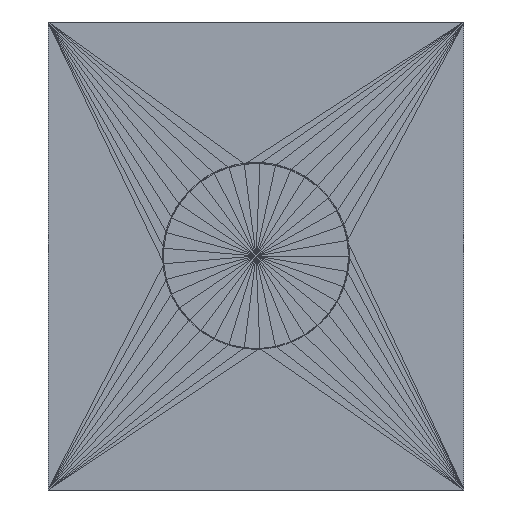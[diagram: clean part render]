
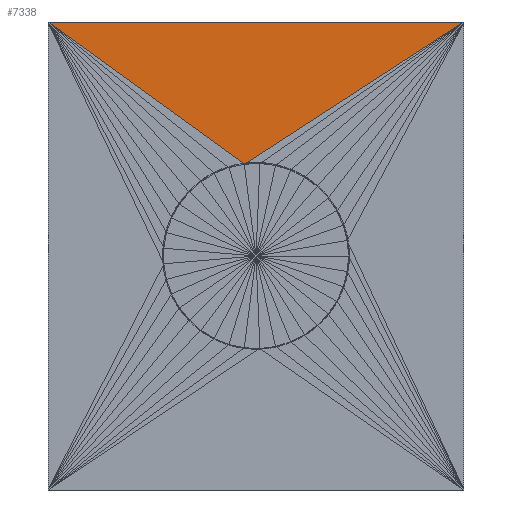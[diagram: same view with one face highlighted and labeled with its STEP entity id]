
A CAD part, left-side view. The second image highlights one B-rep face of the part: STEP entity #7338.
In plain terms, the highlighted planar face has unit normal (-1, 0, 0).
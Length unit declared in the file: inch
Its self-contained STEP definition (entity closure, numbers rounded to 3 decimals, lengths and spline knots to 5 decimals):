
#269 = CYLINDRICAL_SURFACE('',#270,0.04488);
#270 = AXIS2_PLACEMENT_3D('',#271,#272,#273);
#271 = CARTESIAN_POINT('',(0.70866,0.09685,
    0.15197));
#272 = DIRECTION('',(1.,0.,-0.));
#273 = DIRECTION('',(0.,-1.,0.));
#2766 = VERTEX_POINT('',#2767);
#2767 = CARTESIAN_POINT('',(0.47244,0.10159,0.1966
    ));
#2782 = PLANE('',#2783);
#2783 = AXIS2_PLACEMENT_3D('',#2784,#2785,#2786);
#2784 = CARTESIAN_POINT('',(0.47244,0.04936,
    0.22925));
#2785 = DIRECTION('',(-1.,0.,0.));
#2786 = DIRECTION('',(0.,0.,-1.));
#2794 = EDGE_CURVE('',#2766,#2795,#2797,.T.);
#2795 = VERTEX_POINT('',#2796);
#2796 = CARTESIAN_POINT('',(0.47244,0.10307,0.19642
    ));
#2797 = SURFACE_CURVE('',#2798,(#2803,#2810),.PCURVE_S1.);
#2798 = CIRCLE('',#2799,0.04488);
#2799 = AXIS2_PLACEMENT_3D('',#2800,#2801,#2802);
#2800 = CARTESIAN_POINT('',(0.47244,0.09685,
    0.15197));
#2801 = DIRECTION('',(-1.,0.,0.));
#2802 = DIRECTION('',(0.,-1.,0.));
#2803 = PCURVE('',#269,#2804);
#2804 = DEFINITIONAL_REPRESENTATION('',(#2805),#2809);
#2805 = LINE('',#2806,#2807);
#2806 = CARTESIAN_POINT('',(-0.,-0.236));
#2807 = VECTOR('',#2808,1.);
#2808 = DIRECTION('',(-1.,0.));
#2809 = ( GEOMETRIC_REPRESENTATION_CONTEXT(2) 
PARAMETRIC_REPRESENTATION_CONTEXT() REPRESENTATION_CONTEXT('2D SPACE',''
  ) );
#2810 = PCURVE('',#2811,#2816);
#2811 = PLANE('',#2812);
#2812 = AXIS2_PLACEMENT_3D('',#2813,#2814,#2815);
#2813 = CARTESIAN_POINT('',(0.47244,0.09734,
    0.24564));
#2814 = DIRECTION('',(-1.,0.,0.));
#2815 = DIRECTION('',(0.,0.,-1.));
#2816 = DEFINITIONAL_REPRESENTATION('',(#2817),#2821);
#2817 = CIRCLE('',#2818,0.04488);
#2818 = AXIS2_PLACEMENT_2D('',#2819,#2820);
#2819 = CARTESIAN_POINT('',(0.094,0.));
#2820 = DIRECTION('',(0.,1.));
#2821 = ( GEOMETRIC_REPRESENTATION_CONTEXT(2) 
PARAMETRIC_REPRESENTATION_CONTEXT() REPRESENTATION_CONTEXT('2D SPACE',''
  ) );
#2840 = PLANE('',#2841);
#2841 = AXIS2_PLACEMENT_3D('',#2842,#2843,#2844);
#2842 = CARTESIAN_POINT('',(0.47244,0.15003,0.22869
    ));
#2843 = DIRECTION('',(-1.,0.,0.));
#2844 = DIRECTION('',(0.,0.,-1.));
#7055 = VERTEX_POINT('',#7056);
#7056 = CARTESIAN_POINT('',(0.47244,0.19685,0.26437
    ));
#7317 = EDGE_CURVE('',#7055,#2795,#7318,.T.);
#7318 = SURFACE_CURVE('',#7319,(#7323,#7330),.PCURVE_S1.);
#7319 = LINE('',#7320,#7321);
#7320 = CARTESIAN_POINT('',(0.47244,0.19685,0.26437
    ));
#7321 = VECTOR('',#7322,0.03937);
#7322 = DIRECTION('',(0.,-0.81,-0.587
    ));
#7323 = PCURVE('',#2840,#7324);
#7324 = DEFINITIONAL_REPRESENTATION('',(#7325),#7329);
#7325 = LINE('',#7326,#7327);
#7326 = CARTESIAN_POINT('',(-0.036,-0.047));
#7327 = VECTOR('',#7328,1.);
#7328 = DIRECTION('',(0.587,0.81));
#7329 = ( GEOMETRIC_REPRESENTATION_CONTEXT(2) 
PARAMETRIC_REPRESENTATION_CONTEXT() REPRESENTATION_CONTEXT('2D SPACE',''
  ) );
#7330 = PCURVE('',#2811,#7331);
#7331 = DEFINITIONAL_REPRESENTATION('',(#7332),#7336);
#7332 = LINE('',#7333,#7334);
#7333 = CARTESIAN_POINT('',(-0.019,-0.1));
#7334 = VECTOR('',#7335,1.);
#7335 = DIRECTION('',(0.587,0.81));
#7336 = ( GEOMETRIC_REPRESENTATION_CONTEXT(2) 
PARAMETRIC_REPRESENTATION_CONTEXT() REPRESENTATION_CONTEXT('2D SPACE',''
  ) );
#7338 = ADVANCED_FACE('',(#7339),#2811,.T.);
#7339 = FACE_BOUND('',#7340,.T.);
#7340 = EDGE_LOOP('',(#7341,#7364,#7390,#7391));
#7341 = ORIENTED_EDGE('',*,*,#7342,.F.);
#7342 = EDGE_CURVE('',#7343,#2766,#7345,.T.);
#7343 = VERTEX_POINT('',#7344);
#7344 = CARTESIAN_POINT('',(0.47244,-0.00315,
    0.26437));
#7345 = SURFACE_CURVE('',#7346,(#7350,#7357),.PCURVE_S1.);
#7346 = LINE('',#7347,#7348);
#7347 = CARTESIAN_POINT('',(0.47244,-0.00315,
    0.26437));
#7348 = VECTOR('',#7349,0.03937);
#7349 = DIRECTION('',(0.,0.84,-0.543
    ));
#7350 = PCURVE('',#2811,#7351);
#7351 = DEFINITIONAL_REPRESENTATION('',(#7352),#7356);
#7352 = LINE('',#7353,#7354);
#7353 = CARTESIAN_POINT('',(-0.019,0.1));
#7354 = VECTOR('',#7355,1.);
#7355 = DIRECTION('',(0.543,-0.84));
#7356 = ( GEOMETRIC_REPRESENTATION_CONTEXT(2) 
PARAMETRIC_REPRESENTATION_CONTEXT() REPRESENTATION_CONTEXT('2D SPACE',''
  ) );
#7357 = PCURVE('',#2782,#7358);
#7358 = DEFINITIONAL_REPRESENTATION('',(#7359),#7363);
#7359 = LINE('',#7360,#7361);
#7360 = CARTESIAN_POINT('',(-0.035,0.053));
#7361 = VECTOR('',#7362,1.);
#7362 = DIRECTION('',(0.543,-0.84));
#7363 = ( GEOMETRIC_REPRESENTATION_CONTEXT(2) 
PARAMETRIC_REPRESENTATION_CONTEXT() REPRESENTATION_CONTEXT('2D SPACE',''
  ) );
#7364 = ORIENTED_EDGE('',*,*,#7365,.T.);
#7365 = EDGE_CURVE('',#7343,#7055,#7366,.T.);
#7366 = SURFACE_CURVE('',#7367,(#7371,#7378),.PCURVE_S1.);
#7367 = LINE('',#7368,#7369);
#7368 = CARTESIAN_POINT('',(0.47244,-0.00315,
    0.26437));
#7369 = VECTOR('',#7370,0.03937);
#7370 = DIRECTION('',(0.,1.,0.));
#7371 = PCURVE('',#2811,#7372);
#7372 = DEFINITIONAL_REPRESENTATION('',(#7373),#7377);
#7373 = LINE('',#7374,#7375);
#7374 = CARTESIAN_POINT('',(-0.019,0.1));
#7375 = VECTOR('',#7376,1.);
#7376 = DIRECTION('',(0.,-1.));
#7377 = ( GEOMETRIC_REPRESENTATION_CONTEXT(2) 
PARAMETRIC_REPRESENTATION_CONTEXT() REPRESENTATION_CONTEXT('2D SPACE',''
  ) );
#7378 = PCURVE('',#7379,#7384);
#7379 = PLANE('',#7380);
#7380 = AXIS2_PLACEMENT_3D('',#7381,#7382,#7383);
#7381 = CARTESIAN_POINT('',(0.73986,0.09958,
    0.26437));
#7382 = DIRECTION('',(0.,0.,1.));
#7383 = DIRECTION('',(0.,1.,0.));
#7384 = DEFINITIONAL_REPRESENTATION('',(#7385),#7389);
#7385 = LINE('',#7386,#7387);
#7386 = CARTESIAN_POINT('',(-0.103,0.267));
#7387 = VECTOR('',#7388,1.);
#7388 = DIRECTION('',(1.,0.));
#7389 = ( GEOMETRIC_REPRESENTATION_CONTEXT(2) 
PARAMETRIC_REPRESENTATION_CONTEXT() REPRESENTATION_CONTEXT('2D SPACE',''
  ) );
#7390 = ORIENTED_EDGE('',*,*,#7317,.T.);
#7391 = ORIENTED_EDGE('',*,*,#2794,.F.);
